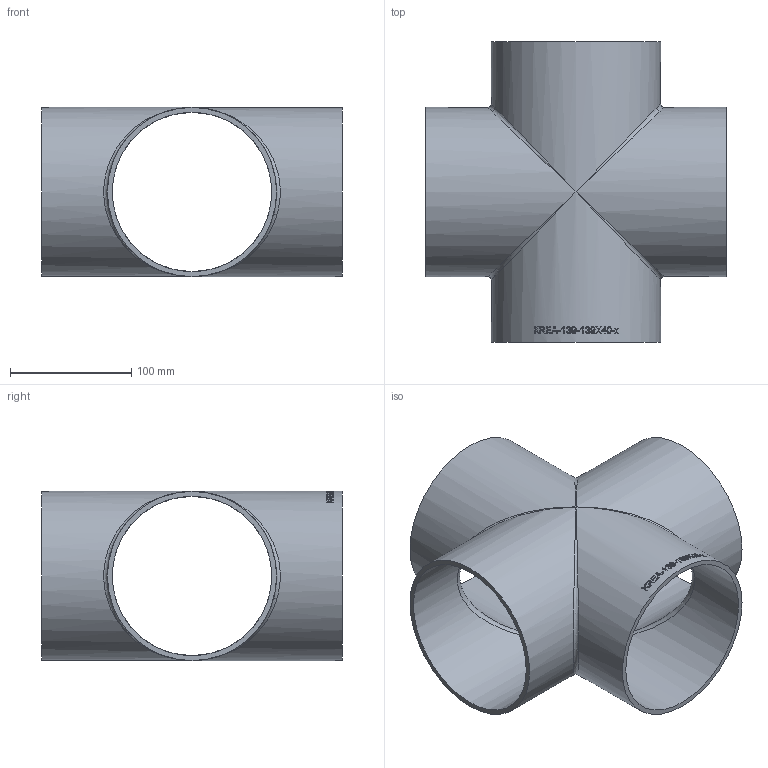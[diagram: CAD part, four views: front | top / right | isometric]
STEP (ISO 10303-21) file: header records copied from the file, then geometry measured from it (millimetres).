
FILE_DESCRIPTION (( 'STEP AP214' ), '1' );
FILE_NAME ('KREA-139-139X40-x Kreuz-Stück 2005.STEP', '2020-05-13T07:47:01', ( '' ), ( '' ), 'SwSTEP 2.0', 'SolidWorks 2019', '' );
FILE_SCHEMA (( 'AUTOMOTIVE_DESIGN' ));
Length unit declared in the file: millimetre
Products named in the file (1): KREA-139-139X40-x Kreuz-Stück 2005
Bounding box: 248 x 248 x 139.7 mm (x, y, z)
Volume: 548297.2 mm3; surface area: 280918 mm2
Topology: 1 solids, 1 shells, 242 faces, 648 edges, 412 vertices
Faces by surface type: bspline 132, plane 79, cylinder 31
Full cylindrical faces by diameter (mm): 131.7 x4, 139.7 x4
Entity records: 26875 total; most frequent: CARTESIAN_POINT 19706, ORIENTED_EDGE 1242, EDGE_CURVE 621, DIRECTION 528, VERTEX_POINT 410, B_SPLINE_CURVE_WITH_KNOTS 397, EDGE_LOOP 277, FACE_OUTER_BOUND 250
